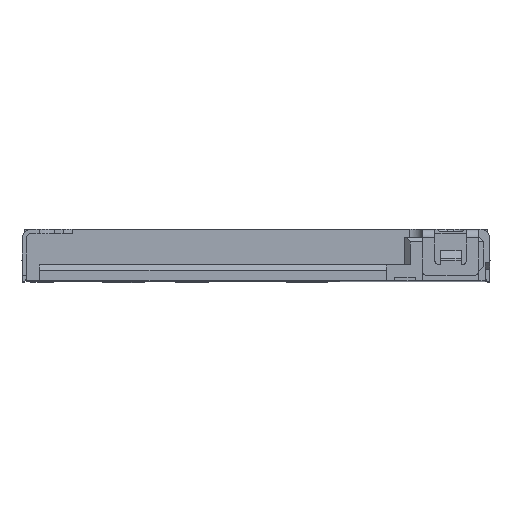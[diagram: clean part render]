
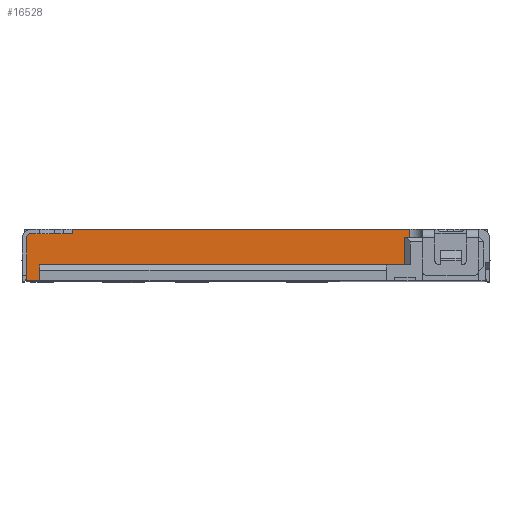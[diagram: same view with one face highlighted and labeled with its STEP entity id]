
A CAD part, top view. The second image highlights one B-rep face of the part: STEP entity #16528.
In plain terms, the highlighted planar face has unit normal (0, 0, 1).
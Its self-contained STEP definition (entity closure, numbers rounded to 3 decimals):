
#339 = VERTEX_POINT ( 'NONE', #17461 ) ;
#417 = EDGE_CURVE ( 'NONE', #22647, #12575, #12176, .T. ) ;
#804 = CARTESIAN_POINT ( 'NONE',  ( -4.52, 1., 11.05 ) ) ;
#1077 = VERTEX_POINT ( 'NONE', #8144 ) ;
#1185 = VERTEX_POINT ( 'NONE', #10542 ) ;
#1212 = CARTESIAN_POINT ( 'NONE',  ( 4.55, 1.05, 11.05 ) ) ;
#1307 = ORIENTED_EDGE ( 'NONE', *, *, #24319, .F. ) ;
#1485 = CARTESIAN_POINT ( 'NONE',  ( -0.723, 1.25, 11.05 ) ) ;
#1633 = VERTEX_POINT ( 'NONE', #1212 ) ;
#1663 = ORIENTED_EDGE ( 'NONE', *, *, #11280, .F. ) ;
#1815 = CARTESIAN_POINT ( 'NONE',  ( -4.2, 0.02, 11.05 ) ) ;
#1856 = LINE ( 'NONE', #15398, #7696 ) ;
#1900 = VERTEX_POINT ( 'NONE', #4168 ) ;
#2011 = CARTESIAN_POINT ( 'NONE',  ( -4.2, 0.4, 11.05 ) ) ;
#2290 = VERTEX_POINT ( 'NONE', #5265 ) ;
#2513 = VECTOR ( 'NONE', #3156, 1000. ) ;
#2594 = DIRECTION ( 'NONE',  ( 0., 1., 0. ) ) ;
#2673 = VECTOR ( 'NONE', #6173, 1000. ) ;
#2841 = ORIENTED_EDGE ( 'NONE', *, *, #17274, .F. ) ;
#2844 = DIRECTION ( 'NONE',  ( 1., 0., 0. ) ) ;
#3012 = DIRECTION ( 'NONE',  ( -1., 0., 0. ) ) ;
#3025 = B_SPLINE_CURVE_WITH_KNOTS ( 'NONE', 3,
 ( #14253, #20376, #12735, #24272 ),
 .UNSPECIFIED., .F., .F.,
 ( 4, 4 ),
 ( 0., 1. ),
 .UNSPECIFIED. ) ;
#3156 = DIRECTION ( 'NONE',  ( -1., 0., 0. ) ) ;
#3263 = CARTESIAN_POINT ( 'NONE',  ( 4.67, 1.25, 11.05 ) ) ;
#3355 = CARTESIAN_POINT ( 'NONE',  ( 4.67, 1.25, 11.05 ) ) ;
#3753 = VERTEX_POINT ( 'NONE', #1815 ) ;
#4168 = CARTESIAN_POINT ( 'NONE',  ( -4.52, 0.55, 11.05 ) ) ;
#4553 = CARTESIAN_POINT ( 'NONE',  ( 4.55, 0.4, 11.05 ) ) ;
#5265 = CARTESIAN_POINT ( 'NONE',  ( -4.513, 0.55, 11.05 ) ) ;
#5273 = CARTESIAN_POINT ( 'NONE',  ( -3.42, 1.25, 11.05 ) ) ;
#5312 = VECTOR ( 'NONE', #3012, 1000. ) ;
#5423 = CARTESIAN_POINT ( 'NONE',  ( -4.52, 1.05, 11.05 ) ) ;
#5521 = ORIENTED_EDGE ( 'NONE', *, *, #21302, .F. ) ;
#5834 = EDGE_CURVE ( 'NONE', #1633, #16737, #5931, .T. ) ;
#5931 = LINE ( 'NONE', #13517, #2673 ) ;
#6146 = ORIENTED_EDGE ( 'NONE', *, *, #21422, .F. ) ;
#6170 = CARTESIAN_POINT ( 'NONE',  ( -4.52, 1.25, 11.05 ) ) ;
#6173 = DIRECTION ( 'NONE',  ( 0., -1., 0. ) ) ;
#6385 = CARTESIAN_POINT ( 'NONE',  ( -4.52, 0.15, 11.05 ) ) ;
#6463 = EDGE_CURVE ( 'NONE', #9856, #21935, #18272, .T. ) ;
#6848 = VECTOR ( 'NONE', #23544, 1000. ) ;
#6909 = DIRECTION ( 'NONE',  ( 0., 1., 0. ) ) ;
#7226 = CARTESIAN_POINT ( 'NONE',  ( -4.2, 0.4, 11.05 ) ) ;
#7696 = VECTOR ( 'NONE', #7868, 1000. ) ;
#7743 = PLANE ( 'NONE',  #9641 ) ;
#7868 = DIRECTION ( 'NONE',  ( 0., -1., 0. ) ) ;
#8114 = CARTESIAN_POINT ( 'NONE',  ( -4.513, 1., 11.05 ) ) ;
#8144 = CARTESIAN_POINT ( 'NONE',  ( -4.32, 1.15, 11.05 ) ) ;
#8341 = EDGE_CURVE ( 'NONE', #1900, #2290, #15707, .T. ) ;
#8731 = DIRECTION ( 'NONE',  ( 0., 1., 0. ) ) ;
#8755 = CARTESIAN_POINT ( 'NONE',  ( 4.67, 1.05, 11.05 ) ) ;
#8840 = LINE ( 'NONE', #5423, #2513 ) ;
#8851 = ORIENTED_EDGE ( 'NONE', *, *, #5834, .F. ) ;
#9090 = VECTOR ( 'NONE', #21856, 1000. ) ;
#9120 = EDGE_CURVE ( 'NONE', #3753, #1185, #3025, .T. ) ;
#9507 = VERTEX_POINT ( 'NONE', #13075 ) ;
#9509 = DIRECTION ( 'NONE',  ( 0., 0., -1. ) ) ;
#9591 = VECTOR ( 'NONE', #14963, 1000. ) ;
#9641 = AXIS2_PLACEMENT_3D ( 'NONE', #22824, #9509, #15019 ) ;
#9746 = EDGE_CURVE ( 'NONE', #2290, #17309, #12010, .T. ) ;
#9856 = VERTEX_POINT ( 'NONE', #5273 ) ;
#10406 = ORIENTED_EDGE ( 'NONE', *, *, #19080, .F. ) ;
#10431 = LINE ( 'NONE', #19482, #9090 ) ;
#10484 = CARTESIAN_POINT ( 'NONE',  ( -4.513, 1.25, 11.05 ) ) ;
#10542 = CARTESIAN_POINT ( 'NONE',  ( -4.52, 0.02, 11.05 ) ) ;
#10555 = CARTESIAN_POINT ( 'NONE',  ( -4.52, 1.15, 11.05 ) ) ;
#10918 = LINE ( 'NONE', #7226, #14013 ) ;
#11280 = EDGE_CURVE ( 'NONE', #12575, #1077, #23987, .T. ) ;
#11313 = VECTOR ( 'NONE', #14264, 1000. ) ;
#12010 = LINE ( 'NONE', #10484, #11313 ) ;
#12176 = LINE ( 'NONE', #19830, #22167 ) ;
#12519 = CARTESIAN_POINT ( 'NONE',  ( -3.42, 1.25, 11.05 ) ) ;
#12575 = VERTEX_POINT ( 'NONE', #13251 ) ;
#12715 = VERTEX_POINT ( 'NONE', #6385 ) ;
#12735 = CARTESIAN_POINT ( 'NONE',  ( -4.413, 0.02, 11.05 ) ) ;
#12991 = EDGE_CURVE ( 'NONE', #12715, #9507, #21129, .T. ) ;
#13075 = CARTESIAN_POINT ( 'NONE',  ( -4.52, 0.4, 11.05 ) ) ;
#13174 = FACE_OUTER_BOUND ( 'NONE', #22985, .T. ) ;
#13240 = LINE ( 'NONE', #3263, #9591 ) ;
#13251 = CARTESIAN_POINT ( 'NONE',  ( -4.52, 1.15, 11.05 ) ) ;
#13517 = CARTESIAN_POINT ( 'NONE',  ( 4.55, 1.25, 11.05 ) ) ;
#13701 = CARTESIAN_POINT ( 'NONE',  ( -4.52, 0.55, 11.05 ) ) ;
#14013 = VECTOR ( 'NONE', #22599, 1000. ) ;
#14079 = ORIENTED_EDGE ( 'NONE', *, *, #9746, .F. ) ;
#14187 = EDGE_CURVE ( 'NONE', #9507, #1900, #15889, .T. ) ;
#14253 = CARTESIAN_POINT ( 'NONE',  ( -4.2, 0.02, 11.05 ) ) ;
#14264 = DIRECTION ( 'NONE',  ( 0., 1., 0. ) ) ;
#14394 = ORIENTED_EDGE ( 'NONE', *, *, #23351, .F. ) ;
#14506 = ORIENTED_EDGE ( 'NONE', *, *, #20972, .F. ) ;
#14518 = ORIENTED_EDGE ( 'NONE', *, *, #8341, .F. ) ;
#14963 = DIRECTION ( 'NONE',  ( 0., -1., 0. ) ) ;
#15019 = DIRECTION ( 'NONE',  ( -1., 0., 0. ) ) ;
#15398 = CARTESIAN_POINT ( 'NONE',  ( -4.2, 1.25, 11.05 ) ) ;
#15640 = ORIENTED_EDGE ( 'NONE', *, *, #417, .F. ) ;
#15707 = LINE ( 'NONE', #13701, #16978 ) ;
#15889 = LINE ( 'NONE', #6170, #6848 ) ;
#16501 = LINE ( 'NONE', #24149, #24653 ) ;
#16528 = ADVANCED_FACE ( 'NONE', ( #13174 ), #7743, .F. ) ;
#16737 = VERTEX_POINT ( 'NONE', #4553 ) ;
#16978 = VECTOR ( 'NONE', #21136, 1000. ) ;
#17274 = EDGE_CURVE ( 'NONE', #24768, #3753, #1856, .T. ) ;
#17309 = VERTEX_POINT ( 'NONE', #8114 ) ;
#17461 = CARTESIAN_POINT ( 'NONE',  ( -3.42, 1.15, 11.05 ) ) ;
#17794 = ORIENTED_EDGE ( 'NONE', *, *, #9120, .F. ) ;
#18272 = B_SPLINE_CURVE_WITH_KNOTS ( 'NONE', 3,
 ( #18701, #1485, #18940, #22600 ),
 .UNSPECIFIED., .F., .F.,
 ( 4, 4 ),
 ( 0., 1. ),
 .UNSPECIFIED. ) ;
#18701 = CARTESIAN_POINT ( 'NONE',  ( -3.42, 1.25, 11.05 ) ) ;
#18751 = CARTESIAN_POINT ( 'NONE',  ( -4.52, 1., 11.05 ) ) ;
#18940 = CARTESIAN_POINT ( 'NONE',  ( 1.973, 1.25, 11.05 ) ) ;
#19080 = EDGE_CURVE ( 'NONE', #1077, #339, #10431, .T. ) ;
#19237 = CARTESIAN_POINT ( 'NONE',  ( -4.52, 0.15, 11.05 ) ) ;
#19482 = CARTESIAN_POINT ( 'NONE',  ( -4.52, 1.15, 11.05 ) ) ;
#19830 = CARTESIAN_POINT ( 'NONE',  ( -4.52, 1.25, 11.05 ) ) ;
#19987 = ORIENTED_EDGE ( 'NONE', *, *, #23130, .F. ) ;
#20017 = VECTOR ( 'NONE', #8731, 1000. ) ;
#20259 = LINE ( 'NONE', #18751, #5312 ) ;
#20376 = CARTESIAN_POINT ( 'NONE',  ( -4.307, 0.02, 11.05 ) ) ;
#20889 = ORIENTED_EDGE ( 'NONE', *, *, #6463, .F. ) ;
#20972 = EDGE_CURVE ( 'NONE', #339, #9856, #22067, .T. ) ;
#21129 = LINE ( 'NONE', #19237, #23455 ) ;
#21136 = DIRECTION ( 'NONE',  ( 1., 0., 0. ) ) ;
#21302 = EDGE_CURVE ( 'NONE', #21935, #24003, #13240, .T. ) ;
#21422 = EDGE_CURVE ( 'NONE', #16737, #24768, #10918, .T. ) ;
#21740 = DIRECTION ( 'NONE',  ( 0., 1., 0. ) ) ;
#21856 = DIRECTION ( 'NONE',  ( 1., 0., 0. ) ) ;
#21935 = VERTEX_POINT ( 'NONE', #3355 ) ;
#21945 = ORIENTED_EDGE ( 'NONE', *, *, #12991, .F. ) ;
#22067 = LINE ( 'NONE', #12519, #20017 ) ;
#22167 = VECTOR ( 'NONE', #2594, 1000. ) ;
#22418 = ORIENTED_EDGE ( 'NONE', *, *, #14187, .F. ) ;
#22599 = DIRECTION ( 'NONE',  ( -1., 0., 0. ) ) ;
#22600 = CARTESIAN_POINT ( 'NONE',  ( 4.67, 1.25, 11.05 ) ) ;
#22647 = VERTEX_POINT ( 'NONE', #804 ) ;
#22824 = CARTESIAN_POINT ( 'NONE',  ( -4.52, 1.25, 11.05 ) ) ;
#22985 = EDGE_LOOP ( 'NONE', ( #5521, #20889, #14506, #10406, #1663, #15640, #14394, #14079, #14518, #22418, #21945, #1307, #17794, #2841, #6146, #8851, #19987 ) ) ;
#23126 = VECTOR ( 'NONE', #2844, 1000. ) ;
#23130 = EDGE_CURVE ( 'NONE', #24003, #1633, #8840, .T. ) ;
#23351 = EDGE_CURVE ( 'NONE', #17309, #22647, #20259, .T. ) ;
#23455 = VECTOR ( 'NONE', #21740, 1000. ) ;
#23544 = DIRECTION ( 'NONE',  ( 0., 1., 0. ) ) ;
#23987 = LINE ( 'NONE', #10555, #23126 ) ;
#24003 = VERTEX_POINT ( 'NONE', #8755 ) ;
#24149 = CARTESIAN_POINT ( 'NONE',  ( -4.52, 1.25, 11.05 ) ) ;
#24272 = CARTESIAN_POINT ( 'NONE',  ( -4.52, 0.02, 11.05 ) ) ;
#24319 = EDGE_CURVE ( 'NONE', #1185, #12715, #16501, .T. ) ;
#24653 = VECTOR ( 'NONE', #6909, 1000. ) ;
#24768 = VERTEX_POINT ( 'NONE', #2011 ) ;
